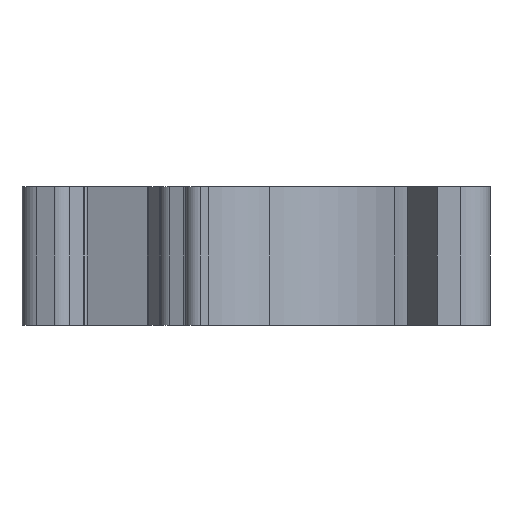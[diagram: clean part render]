
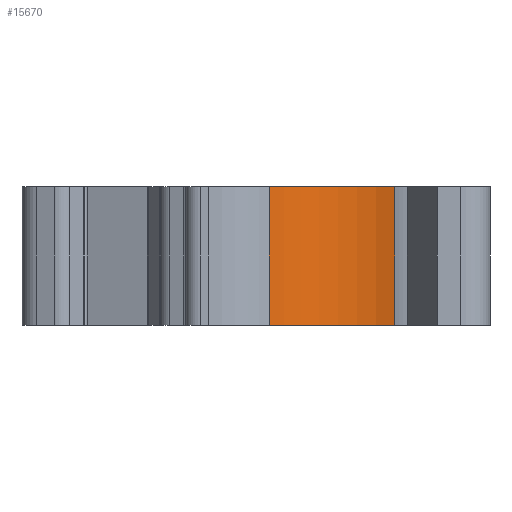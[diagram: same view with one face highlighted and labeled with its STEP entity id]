
A CAD part, left-side view. The second image highlights one B-rep face of the part: STEP entity #15670.
In plain terms, the highlighted cylindrical face has radius 8.8 mm (diameter 17.6 mm), a partial arc.
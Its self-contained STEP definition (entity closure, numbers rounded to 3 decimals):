
#600=CARTESIAN_POINT('',(-95.907,8.389,
-9.5));
#610=VERTEX_POINT('',#600);
#770=CARTESIAN_POINT('',(-95.907,8.389,
0.));
#780=VERTEX_POINT('',#770);
#810=CARTESIAN_POINT('',(-95.907,8.389,
-9.5));
#820=DIRECTION('',(0.,0.,1.));
#830=VECTOR('',#820,1.);
#840=LINE('',#810,#830);
#850=EDGE_CURVE('',#610,#780,#840,.T.);
#3000=CARTESIAN_POINT('',(-93.831,-0.188,
-9.5));
#3010=VERTEX_POINT('',#3000);
#3040=CARTESIAN_POINT('',(-93.831,-0.188,
-9.5));
#3050=DIRECTION('',(0.,0.,1.));
#3060=VECTOR('',#3050,1.);
#3070=LINE('',#3040,#3060);
#3080=CARTESIAN_POINT('',(-93.831,-0.188,
0.));
#3090=VERTEX_POINT('',#3080);
#3100=EDGE_CURVE('',#3010,#3090,#3070,.T.);
#15440=CARTESIAN_POINT('',(-102.27,2.309,0.));
#15450=DIRECTION('',(0.,0.,1.));
#15460=DIRECTION('',(1.,0.,0.));
#15470=AXIS2_PLACEMENT_3D('',#15440,#15450,#15460);
#15480=CYLINDRICAL_SURFACE('',#15470,8.8);
#15490=CARTESIAN_POINT('',(-102.27,2.309,
0.));
#15500=DIRECTION('',(0.,0.,1.));
#15510=DIRECTION('',(1.,0.,0.));
#15520=AXIS2_PLACEMENT_3D('',#15490,#15500,#15510);
#15530=CIRCLE('',#15520,8.8);
#15540=EDGE_CURVE('',#3090,#780,#15530,.T.);
#15550=ORIENTED_EDGE('',*,*,#15540,.T.);
#15560=ORIENTED_EDGE('',*,*,#3100,.T.);
#15570=CARTESIAN_POINT('',(-102.27,2.309,
-9.5));
#15580=DIRECTION('',(0.,0.,1.));
#15590=DIRECTION('',(1.,0.,0.));
#15600=AXIS2_PLACEMENT_3D('',#15570,#15580,#15590);
#15610=CIRCLE('',#15600,8.8);
#15620=EDGE_CURVE('',#3010,#610,#15610,.T.);
#15630=ORIENTED_EDGE('',*,*,#15620,.F.);
#15640=ORIENTED_EDGE('',*,*,#850,.F.);
#15650=EDGE_LOOP('',(#15640,#15630,#15560,#15550));
#15660=FACE_OUTER_BOUND('',#15650,.T.);
#15670=ADVANCED_FACE('',(#15660),#15480,.F.);
